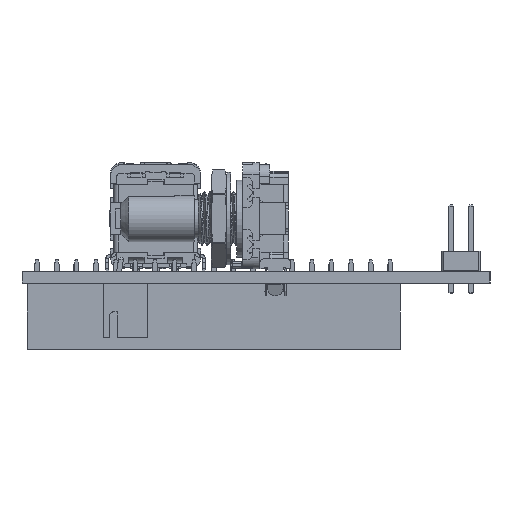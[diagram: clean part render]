
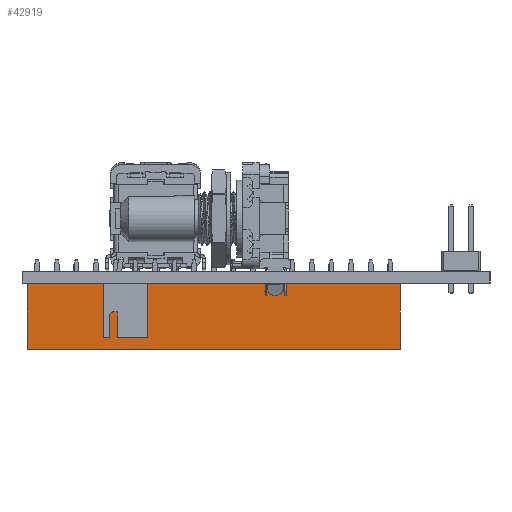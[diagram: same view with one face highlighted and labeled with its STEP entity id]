
A CAD part, left-side view. The second image highlights one B-rep face of the part: STEP entity #42919.
In plain terms, the highlighted face is planar.
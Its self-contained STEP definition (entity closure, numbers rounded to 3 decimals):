
#42919 = ADVANCED_FACE('',(#42920),#42954,.F.);
#42920 = FACE_BOUND('',#42921,.F.);
#42921 = EDGE_LOOP('',(#42922,#42932,#42940,#42948));
#42922 = ORIENTED_EDGE('',*,*,#42923,.T.);
#42923 = EDGE_CURVE('',#42924,#42926,#42928,.T.);
#42924 = VERTEX_POINT('',#42925);
#42925 = CARTESIAN_POINT('',(1.27,-46.99,0.));
#42926 = VERTEX_POINT('',#42927);
#42927 = CARTESIAN_POINT('',(1.27,-46.99,8.5));
#42928 = LINE('',#42929,#42930);
#42929 = CARTESIAN_POINT('',(1.27,-46.99,0.));
#42930 = VECTOR('',#42931,1.);
#42931 = DIRECTION('',(0.,0.,1.));
#42932 = ORIENTED_EDGE('',*,*,#42933,.T.);
#42933 = EDGE_CURVE('',#42926,#42934,#42936,.T.);
#42934 = VERTEX_POINT('',#42935);
#42935 = CARTESIAN_POINT('',(1.27,1.27,8.5));
#42936 = LINE('',#42937,#42938);
#42937 = CARTESIAN_POINT('',(1.27,-46.99,8.5));
#42938 = VECTOR('',#42939,1.);
#42939 = DIRECTION('',(0.,1.,0.));
#42940 = ORIENTED_EDGE('',*,*,#42941,.F.);
#42941 = EDGE_CURVE('',#42942,#42934,#42944,.T.);
#42942 = VERTEX_POINT('',#42943);
#42943 = CARTESIAN_POINT('',(1.27,1.27,0.));
#42944 = LINE('',#42945,#42946);
#42945 = CARTESIAN_POINT('',(1.27,1.27,0.));
#42946 = VECTOR('',#42947,1.);
#42947 = DIRECTION('',(0.,0.,1.));
#42948 = ORIENTED_EDGE('',*,*,#42949,.F.);
#42949 = EDGE_CURVE('',#42924,#42942,#42950,.T.);
#42950 = LINE('',#42951,#42952);
#42951 = CARTESIAN_POINT('',(1.27,-46.99,0.));
#42952 = VECTOR('',#42953,1.);
#42953 = DIRECTION('',(0.,1.,0.));
#42954 = PLANE('',#42955);
#42955 = AXIS2_PLACEMENT_3D('',#42956,#42957,#42958);
#42956 = CARTESIAN_POINT('',(1.27,-46.99,0.));
#42957 = DIRECTION('',(-1.,0.,0.));
#42958 = DIRECTION('',(0.,1.,0.));
